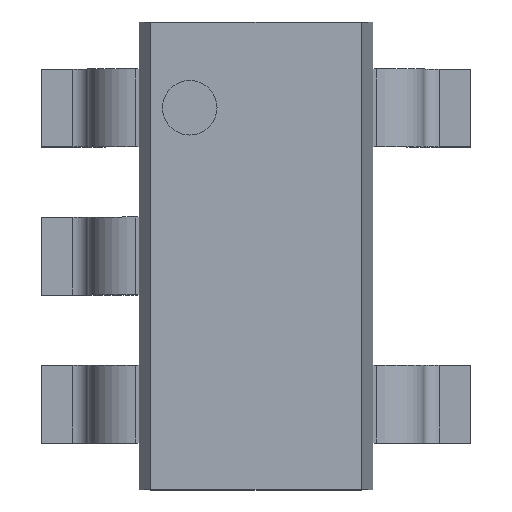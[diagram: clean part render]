
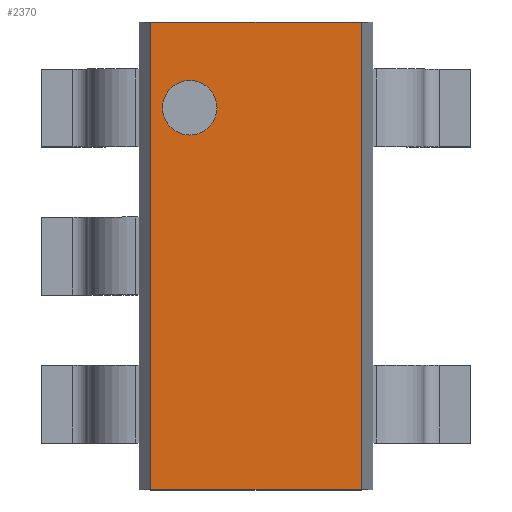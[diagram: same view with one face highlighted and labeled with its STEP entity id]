
A CAD part, top view. The second image highlights one B-rep face of the part: STEP entity #2370.
In plain terms, the highlighted planar face has unit normal (0, 0, 1).
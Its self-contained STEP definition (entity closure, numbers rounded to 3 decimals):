
#2196=CARTESIAN_POINT('',(-0.25,0.95,1.1));
#2197=VERTEX_POINT('',#2196);
#2213=CARTESIAN_POINT('',(-0.6,0.95,1.1));
#2214=VERTEX_POINT('',#2213);
#2221=CARTESIAN_POINT('',(-0.425,0.95,1.1));
#2222=DIRECTION('',(0.0,0.0,-1.0));
#2223=DIRECTION('',(1.0,0.0,0.0));
#2224=AXIS2_PLACEMENT_3D('',#2221,#2222,#2223);
#2225=CIRCLE('',#2224,0.175);
#2226=EDGE_CURVE('',#2197,#2214,#2225,.T.);
#2237=CARTESIAN_POINT('',(-0.425,0.95,1.1));
#2238=DIRECTION('',(0.0,0.0,-1.0));
#2239=DIRECTION('',(1.0,0.0,0.0));
#2240=AXIS2_PLACEMENT_3D('',#2237,#2238,#2239);
#2241=CIRCLE('',#2240,0.175);
#2242=EDGE_CURVE('',#2214,#2197,#2241,.T.);
#2310=CARTESIAN_POINT('',(-0.675,1.5,1.1));
#2311=VERTEX_POINT('',#2310);
#2319=CARTESIAN_POINT('',(-0.675,-1.5,1.1));
#2320=VERTEX_POINT('',#2319);
#2327=CARTESIAN_POINT('',(-0.675,1.5,1.1));
#2328=DIRECTION('',(0.0,-1.0,0.0));
#2329=VECTOR('',#2328,3.0);
#2330=LINE('',#2327,#2329);
#2331=EDGE_CURVE('',#2311,#2320,#2330,.T.);
#2336=CARTESIAN_POINT('',(0.675,1.5,1.1));
#2337=DIRECTION('',(0.0,0.0,1.0));
#2338=DIRECTION('',(-1.0,0.0,0.0));
#2339=AXIS2_PLACEMENT_3D('',#2336,#2337,#2338);
#2340=PLANE('',#2339);
#2341=CARTESIAN_POINT('',(0.675,1.5,1.1));
#2342=VERTEX_POINT('',#2341);
#2343=CARTESIAN_POINT('',(0.675,1.5,1.1));
#2344=DIRECTION('',(-1.0,0.0,0.0));
#2345=VECTOR('',#2344,1.35);
#2346=LINE('',#2343,#2345);
#2347=EDGE_CURVE('',#2342,#2311,#2346,.T.);
#2348=ORIENTED_EDGE('',*,*,#2347,.T.);
#2349=ORIENTED_EDGE('',*,*,#2331,.T.);
#2350=CARTESIAN_POINT('',(0.675,-1.5,1.1));
#2351=VERTEX_POINT('',#2350);
#2352=CARTESIAN_POINT('',(0.675,-1.5,1.1));
#2353=DIRECTION('',(-1.0,0.0,0.0));
#2354=VECTOR('',#2353,1.35);
#2355=LINE('',#2352,#2354);
#2356=EDGE_CURVE('',#2351,#2320,#2355,.T.);
#2357=ORIENTED_EDGE('',*,*,#2356,.F.);
#2358=CARTESIAN_POINT('',(0.675,1.5,1.1));
#2359=DIRECTION('',(0.0,-1.0,0.0));
#2360=VECTOR('',#2359,3.0);
#2361=LINE('',#2358,#2360);
#2362=EDGE_CURVE('',#2342,#2351,#2361,.T.);
#2363=ORIENTED_EDGE('',*,*,#2362,.F.);
#2364=EDGE_LOOP('',(#2348,#2349,#2357,#2363));
#2365=FACE_OUTER_BOUND('',#2364,.T.);
#2366=ORIENTED_EDGE('',*,*,#2226,.T.);
#2367=ORIENTED_EDGE('',*,*,#2242,.T.);
#2368=EDGE_LOOP('',(#2366,#2367));
#2369=FACE_BOUND('',#2368,.T.);
#2370=ADVANCED_FACE('',(#2365,#2369),#2340,.T.);
